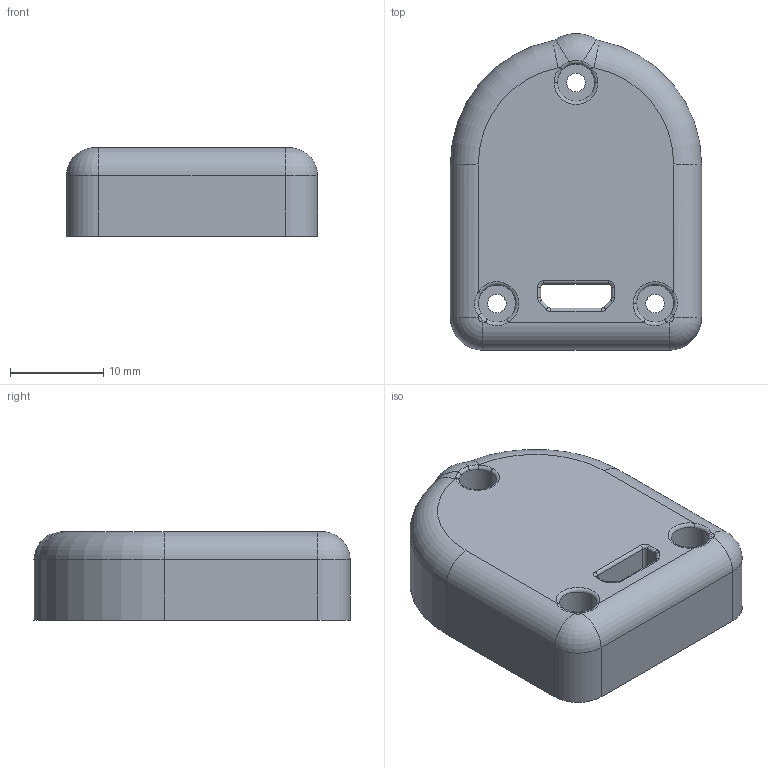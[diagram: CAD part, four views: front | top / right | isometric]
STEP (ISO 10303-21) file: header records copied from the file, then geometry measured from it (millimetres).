
FILE_DESCRIPTION (( 'STEP AP203' ), '1' );
FILE_NAME ('BackHousing.STEP', '2019-11-07T21:16:42', ( '' ), ( '' ), 'SwSTEP 2.0', 'SolidWorks 2018', '' );
FILE_SCHEMA (( 'CONFIG_CONTROL_DESIGN' ));
Length unit declared in the file: millimetre
Products named in the file (1): BackHousing
Bounding box: 27 x 34 x 9.5 mm (x, y, z)
Volume: 3610.6 mm3; surface area: 3344.8 mm2
Topology: 1 solids, 1 shells, 147 faces, 346 edges, 203 vertices
Faces by surface type: cylinder 62, torus 32, bspline 27, plane 26
Entity records: 5382 total; most frequent: CARTESIAN_POINT 1961, DIRECTION 742, ORIENTED_EDGE 692, EDGE_CURVE 346, AXIS2_PLACEMENT_3D 320, VERTEX_POINT 205, CIRCLE 199, EDGE_LOOP 159
